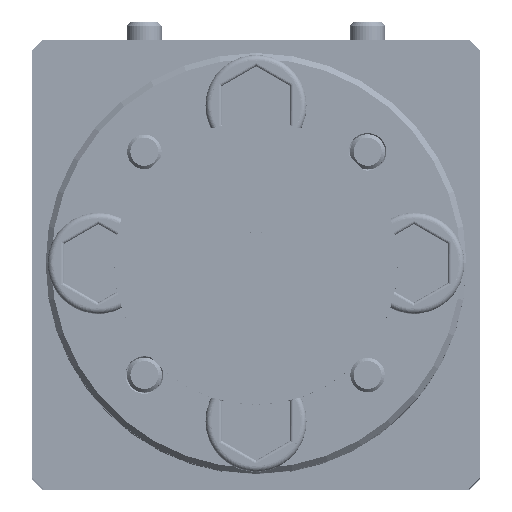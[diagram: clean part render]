
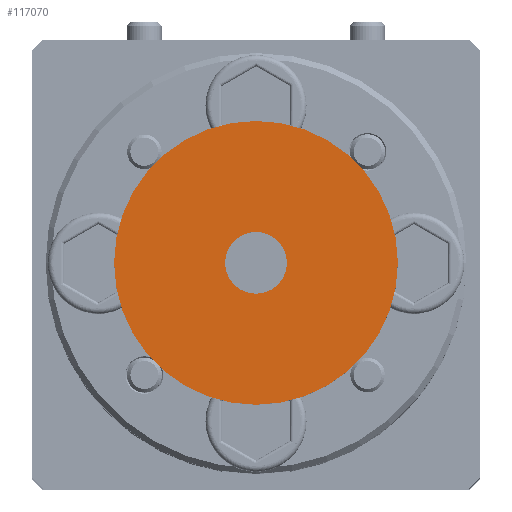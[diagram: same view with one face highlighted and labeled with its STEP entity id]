
A CAD part, top view. The second image highlights one B-rep face of the part: STEP entity #117070.
In plain terms, the highlighted planar face has unit normal (0, 0, 1).
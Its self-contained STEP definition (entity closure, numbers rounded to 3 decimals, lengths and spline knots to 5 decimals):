
#1598 = DIRECTION ( 'NONE',  ( 0., 0., -1. ) ) ;
#3807 = CARTESIAN_POINT ( 'NONE',  ( -1.16165, 1.006, 3.91466 ) ) ;
#5764 = EDGE_CURVE ( 'NONE', #51350, #16311, #131854, .T. ) ;
#7399 = CIRCLE ( 'NONE', #11735, 0.25289 ) ;
#11735 = AXIS2_PLACEMENT_3D ( 'NONE', #96056, #96731, #94728 ) ;
#16311 = VERTEX_POINT ( 'NONE', #43870 ) ;
#17878 = ORIENTED_EDGE ( 'NONE', *, *, #110253, .F. ) ;
#19076 = CARTESIAN_POINT ( 'NONE',  ( -1.16165, 0.75311, 3.91466 ) ) ;
#20004 = DIRECTION ( 'NONE',  ( 0., 0., 1. ) ) ;
#26558 = EDGE_CURVE ( 'NONE', #79533, #48008, #46589, .T. ) ;
#35729 = AXIS2_PLACEMENT_3D ( 'NONE', #80933, #20004, #51175 ) ;
#38831 = ORIENTED_EDGE ( 'NONE', *, *, #26558, .F. ) ;
#39429 = DIRECTION ( 'NONE',  ( 0., 1., 0. ) ) ;
#39766 = AXIS2_PLACEMENT_3D ( 'NONE', #3807, #82990, #84326 ) ;
#39980 = EDGE_CURVE ( 'NONE', #48008, #79533, #79494, .T. ) ;
#43870 = CARTESIAN_POINT ( 'NONE',  ( -1.16165, 1.006, 3.91466 ) ) ;
#44376 = ORIENTED_EDGE ( 'NONE', *, *, #5764, .F. ) ;
#46589 = CIRCLE ( 'NONE', #35729, 0.055 ) ;
#48008 = VERTEX_POINT ( 'NONE', #126282 ) ;
#51175 = DIRECTION ( 'NONE',  ( 0., 1., 0. ) ) ;
#51350 = VERTEX_POINT ( 'NONE', #101543 ) ;
#56032 = ORIENTED_EDGE ( 'NONE', *, *, #39980, .F. ) ;
#68167 = CARTESIAN_POINT ( 'NONE',  ( -1.16165, 0.80811, 3.91466 ) ) ;
#79494 = CIRCLE ( 'NONE', #107514, 0.055 ) ;
#79533 = VERTEX_POINT ( 'NONE', #68167 ) ;
#80005 = DIRECTION ( 'NONE',  ( 0., 0., 1. ) ) ;
#80933 = CARTESIAN_POINT ( 'NONE',  ( -1.16165, 0.75311, 3.91466 ) ) ;
#82990 = DIRECTION ( 'NONE',  ( 0., 0., 1. ) ) ;
#84326 = DIRECTION ( 'NONE',  ( 0., -1., 0. ) ) ;
#86809 = CARTESIAN_POINT ( 'NONE',  ( -1.16165, 0.75311, 3.91466 ) ) ;
#90804 = AXIS2_PLACEMENT_3D ( 'NONE', #86809, #1598, #94238 ) ;
#94238 = DIRECTION ( 'NONE',  ( 0., -1., 0. ) ) ;
#94728 = DIRECTION ( 'NONE',  ( 0., -1., 0. ) ) ;
#96056 = CARTESIAN_POINT ( 'NONE',  ( -1.16165, 0.75311, 3.91466 ) ) ;
#96442 = FACE_BOUND ( 'NONE', #116551, .T. ) ;
#96731 = DIRECTION ( 'NONE',  ( 0., 0., -1. ) ) ;
#101543 = CARTESIAN_POINT ( 'NONE',  ( -1.16165, 0.50022, 3.91466 ) ) ;
#107514 = AXIS2_PLACEMENT_3D ( 'NONE', #19076, #80005, #39429 ) ;
#110253 = EDGE_CURVE ( 'NONE', #16311, #51350, #7399, .T. ) ;
#114057 = FACE_OUTER_BOUND ( 'NONE', #119049, .T. ) ;
#116551 = EDGE_LOOP ( 'NONE', ( #38831, #56032 ) ) ;
#117070 = ADVANCED_FACE ( 'NONE', ( #114057, #96442 ), #126240, .T. ) ;
#119049 = EDGE_LOOP ( 'NONE', ( #44376, #17878 ) ) ;
#126240 = PLANE ( 'NONE',  #39766 ) ;
#126282 = CARTESIAN_POINT ( 'NONE',  ( -1.16165, 0.69811, 3.91466 ) ) ;
#131854 = CIRCLE ( 'NONE', #90804, 0.25289 ) ;
